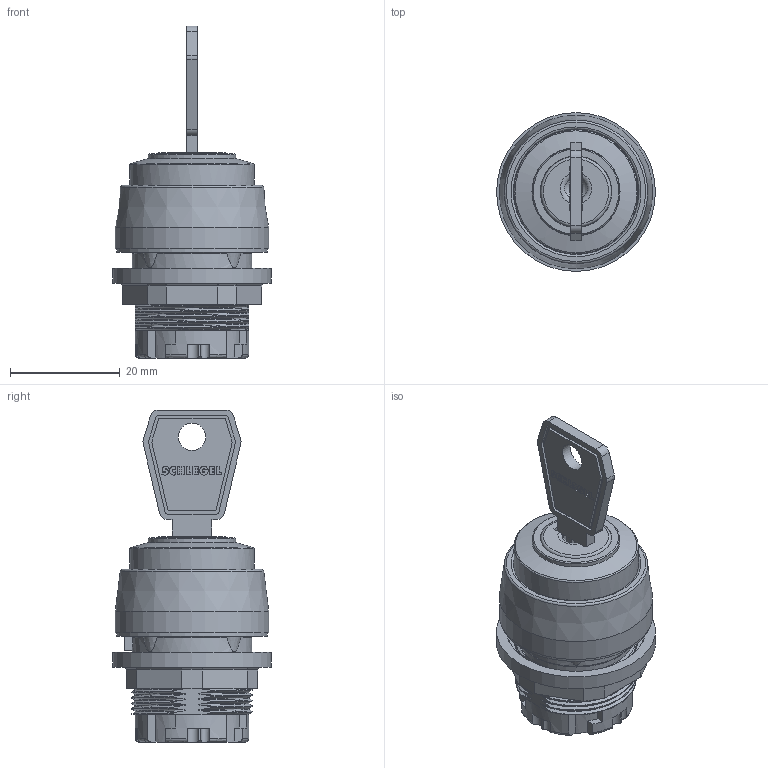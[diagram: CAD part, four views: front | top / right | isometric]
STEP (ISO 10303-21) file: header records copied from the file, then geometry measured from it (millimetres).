
FILE_DESCRIPTION(/* description */ (''),/* implementation_level */ '2;1');
FILE_NAME(/* name */ 'RSSA14E_ipt.stp',/* time_stamp */ '2017-05-16T16:33:56+02:00',/* author */ ('ahoffmann'),/* organization */ (''),/* preprocessor_version */ 'ST-DEVELOPER v16.1',/* originating_system */ 'Autodesk Inventor 2016',/* authorisation */ '');
FILE_SCHEMA (('AUTOMOTIVE_DESIGN { 1 0 10303 214 3 1 1 }'));
Length unit declared in the file: centimetre
Products named in the file (1): RSSA14E_vereinfacht
Bounding box: 29 x 29 x 60.61 mm (x, y, z)
Volume: 395.6 mm3; surface area: 8425.5 mm2
Topology: 2 solids, 3 shells, 881 faces, 2530 edges, 1671 vertices
Faces by surface type: plane 681, cylinder 104, bspline 51, torus 35, cone 7, sphere 3
Full cylindrical faces by diameter (mm): 5 x1, 12.9 x1, 13.05 x1, 16 x1, 16.1 x1, 18 x1, 18.1 x1, 18.6 x1, 20.3 x1, 20.75 x1, 20.917 x1, 21.85 x1, 22.6 x1, 22.7 x1, 22.9 x1, 25.35 x1, 27.65 x1, 28 x1, 29 x1
Entity records: 33148 total; most frequent: CARTESIAN_POINT 10735, ORIENTED_EDGE 4948, DIRECTION 4132, EDGE_CURVE 2470, LINE 1974, VECTOR 1974, VERTEX_POINT 1652, AXIS2_PLACEMENT_3D 1079
